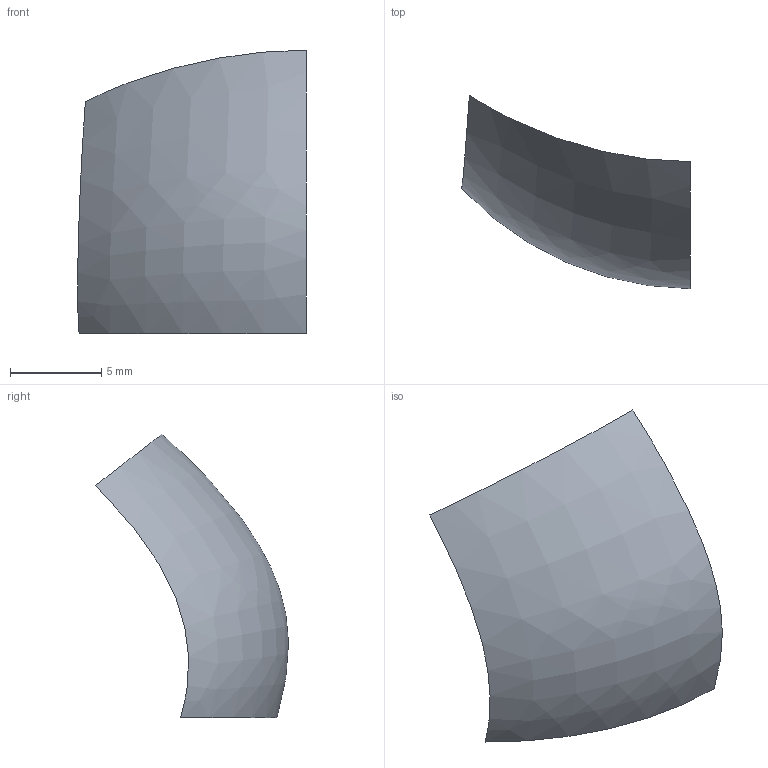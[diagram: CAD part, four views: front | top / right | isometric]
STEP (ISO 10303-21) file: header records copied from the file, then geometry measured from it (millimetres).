
FILE_DESCRIPTION(('OneSpaceDesigner STEP Export'),'2;1');
FILE_NAME('one_sf.step','2008-07-02T15:04:07',(''),(''),'OneSpace Designer STEP processor for AP214 (Solid Model)','OneSpace Modeling 16.00P1025 25-Oct-2007 (C) CoCreate Software GmbH','');
FILE_SCHEMA(('AUTOMOTIVE_DESIGN { 1 0 10303 214 1 1 1 1 }'));
Length unit declared in the file: millimetre
Products named in the file (1): p1.1
Bounding box: 12.51 x 10.56 x 15.52 mm (x, y, z)
Surface area: 229.1 mm2 (no closed solid volume)
Topology: 0 solids, 1 shells, 1 faces, 4 edges, 4 vertices
Faces by surface type: bspline 1
Entity records: 183 total; most frequent: CARTESIAN_POINT 83, DIRECTION 8, DIMENSIONAL_EXPONENTS 6, PRESENTATION_STYLE_ASSIGNMENT 5, VERTEX_POINT 4, EDGE_CURVE 4, ORIENTED_EDGE 4, AXIS2_PLACEMENT_3D 4
